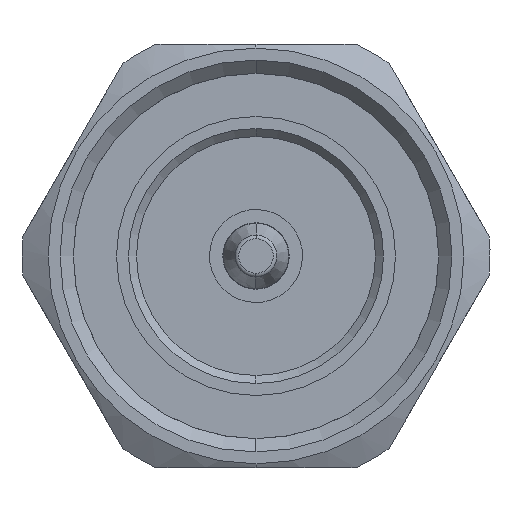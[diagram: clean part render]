
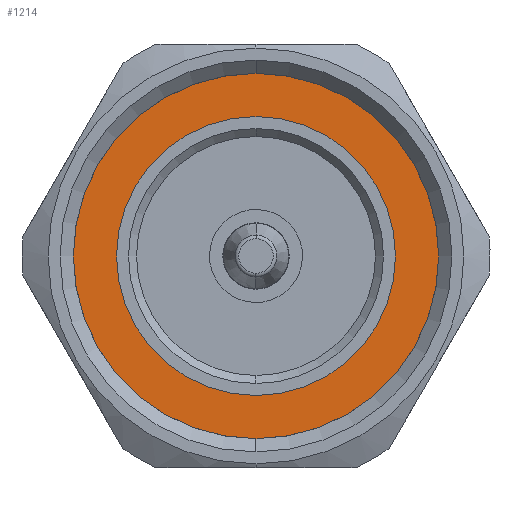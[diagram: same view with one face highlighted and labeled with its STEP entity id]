
A CAD part, left-side view. The second image highlights one B-rep face of the part: STEP entity #1214.
In plain terms, the highlighted planar face has unit normal (-1, 0, 0).
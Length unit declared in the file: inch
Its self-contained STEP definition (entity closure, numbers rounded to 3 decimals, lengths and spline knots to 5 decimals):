
#44 = DIRECTION ( 'NONE',  ( 0., 0., -1. ) ) ;
#51 = EDGE_CURVE ( 'NONE', #1025, #1064, #2043, .T. ) ;
#280 = DIRECTION ( 'NONE',  ( 0., 0., -1. ) ) ;
#301 = PLANE ( 'NONE',  #2606 ) ;
#343 = CARTESIAN_POINT ( 'NONE',  ( 0.24669, 0., -0.5601 ) ) ;
#434 = CIRCLE ( 'NONE', #1316, 0.5601 ) ;
#491 = FACE_OUTER_BOUND ( 'NONE', #2803, .T. ) ;
#559 = CIRCLE ( 'NONE', #895, 0.41339 ) ;
#562 = EDGE_CURVE ( 'NONE', #782, #2186, #434, .T. ) ;
#648 = DIRECTION ( 'NONE',  ( 1., 0., 0. ) ) ;
#782 = VERTEX_POINT ( 'NONE', #1696 ) ;
#873 = CARTESIAN_POINT ( 'NONE',  ( 0.24669, 0., 0. ) ) ;
#895 = AXIS2_PLACEMENT_3D ( 'NONE', #873, #648, #1314 ) ;
#898 = DIRECTION ( 'NONE',  ( 0., 0., -1. ) ) ;
#1025 = VERTEX_POINT ( 'NONE', #1318 ) ;
#1064 = VERTEX_POINT ( 'NONE', #1998 ) ;
#1214 = ADVANCED_FACE ( 'NONE', ( #1655, #491 ), #301, .F. ) ;
#1298 = ORIENTED_EDGE ( 'NONE', *, *, #51, .T. ) ;
#1314 = DIRECTION ( 'NONE',  ( 0., 0., -1. ) ) ;
#1315 = AXIS2_PLACEMENT_3D ( 'NONE', #2146, #1999, #1547 ) ;
#1316 = AXIS2_PLACEMENT_3D ( 'NONE', #1609, #1353, #44 ) ;
#1318 = CARTESIAN_POINT ( 'NONE',  ( 0.24669, 0., -0.41339 ) ) ;
#1353 = DIRECTION ( 'NONE',  ( 1., 0., 0. ) ) ;
#1527 = EDGE_CURVE ( 'NONE', #1064, #1025, #559, .T. ) ;
#1547 = DIRECTION ( 'NONE',  ( 0., 0., -1. ) ) ;
#1609 = CARTESIAN_POINT ( 'NONE',  ( 0.24669, 0., 0. ) ) ;
#1655 = FACE_BOUND ( 'NONE', #2135, .T. ) ;
#1696 = CARTESIAN_POINT ( 'NONE',  ( 0.24669, 0., 0.5601 ) ) ;
#1780 = CARTESIAN_POINT ( 'NONE',  ( 0.24669, 0., 0. ) ) ;
#1834 = DIRECTION ( 'NONE',  ( 1., 0., 0. ) ) ;
#1998 = CARTESIAN_POINT ( 'NONE',  ( 0.24669, 0., 0.41339 ) ) ;
#1999 = DIRECTION ( 'NONE',  ( 1., 0., 0. ) ) ;
#2003 = CIRCLE ( 'NONE', #1315, 0.5601 ) ;
#2043 = CIRCLE ( 'NONE', #2362, 0.41339 ) ;
#2135 = EDGE_LOOP ( 'NONE', ( #2731, #1298 ) ) ;
#2146 = CARTESIAN_POINT ( 'NONE',  ( 0.24669, 0., 0. ) ) ;
#2186 = VERTEX_POINT ( 'NONE', #343 ) ;
#2263 = ORIENTED_EDGE ( 'NONE', *, *, #2398, .F. ) ;
#2362 = AXIS2_PLACEMENT_3D ( 'NONE', #1780, #2421, #898 ) ;
#2398 = EDGE_CURVE ( 'NONE', #2186, #782, #2003, .T. ) ;
#2421 = DIRECTION ( 'NONE',  ( 1., 0., 0. ) ) ;
#2461 = CARTESIAN_POINT ( 'NONE',  ( 0.24669, 0., 0. ) ) ;
#2516 = ORIENTED_EDGE ( 'NONE', *, *, #562, .F. ) ;
#2606 = AXIS2_PLACEMENT_3D ( 'NONE', #2461, #1834, #280 ) ;
#2731 = ORIENTED_EDGE ( 'NONE', *, *, #1527, .T. ) ;
#2803 = EDGE_LOOP ( 'NONE', ( #2516, #2263 ) ) ;
